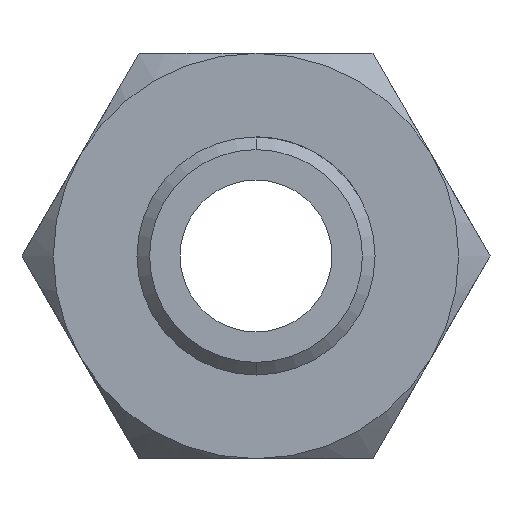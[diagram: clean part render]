
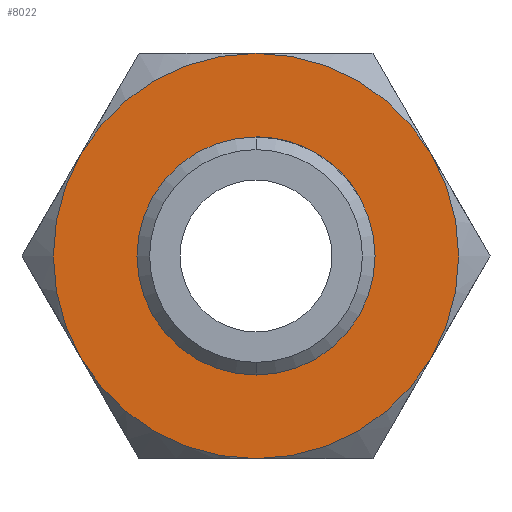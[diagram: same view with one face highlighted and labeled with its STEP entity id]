
A CAD part, left-side view. The second image highlights one B-rep face of the part: STEP entity #8022.
In plain terms, the highlighted planar face has unit normal (-1, 0, 0).
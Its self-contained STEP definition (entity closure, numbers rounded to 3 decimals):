
#95 = CARTESIAN_POINT ( 'NONE',  ( 16., 0., 0. ) ) ;
#131 = CIRCLE ( 'NONE', #2502, 4.7 ) ;
#143 = CIRCLE ( 'NONE', #2520, 8. ) ;
#206 = VERTEX_POINT ( 'NONE', #3094 ) ;
#213 = DIRECTION ( 'NONE',  ( 1., 0., 0. ) ) ;
#249 = CARTESIAN_POINT ( 'NONE',  ( 16., -6.928, 4. ) ) ;
#523 = DIRECTION ( 'NONE',  ( -1., 0., 0. ) ) ;
#604 = DIRECTION ( 'NONE',  ( 0., 0., 1. ) ) ;
#1163 = DIRECTION ( 'NONE',  ( 1., 0., 0. ) ) ;
#1245 = CIRCLE ( 'NONE', #6063, 8. ) ;
#1374 = VERTEX_POINT ( 'NONE', #7390 ) ;
#1417 = ORIENTED_EDGE ( 'NONE', *, *, #7481, .F. ) ;
#1547 = EDGE_LOOP ( 'NONE', ( #7377, #4605, #7583, #2539, #6764, #1417 ) ) ;
#1677 = CARTESIAN_POINT ( 'NONE',  ( 16., 0., -4.7 ) ) ;
#1775 = DIRECTION ( 'NONE',  ( 0., 0., -1. ) ) ;
#1808 = AXIS2_PLACEMENT_3D ( 'NONE', #3026, #3809, #7002 ) ;
#1965 = CARTESIAN_POINT ( 'NONE',  ( 16., 0., 4.7 ) ) ;
#2094 = AXIS2_PLACEMENT_3D ( 'NONE', #4883, #213, #5621 ) ;
#2200 = AXIS2_PLACEMENT_3D ( 'NONE', #3816, #523, #604 ) ;
#2243 = VERTEX_POINT ( 'NONE', #1677 ) ;
#2420 = DIRECTION ( 'NONE',  ( 1., 0., 0. ) ) ;
#2464 = CARTESIAN_POINT ( 'NONE',  ( 16., 0., 0. ) ) ;
#2502 = AXIS2_PLACEMENT_3D ( 'NONE', #2464, #7751, #5182 ) ;
#2520 = AXIS2_PLACEMENT_3D ( 'NONE', #3038, #8329, #1775 ) ;
#2539 = ORIENTED_EDGE ( 'NONE', *, *, #6372, .F. ) ;
#2597 = ORIENTED_EDGE ( 'NONE', *, *, #4991, .F. ) ;
#2675 = EDGE_CURVE ( 'NONE', #206, #4645, #4008, .T. ) ;
#2742 = DIRECTION ( 'NONE',  ( 1., 0., 0. ) ) ;
#2919 = CIRCLE ( 'NONE', #1808, 4.7 ) ;
#2948 = EDGE_CURVE ( 'NONE', #3439, #6037, #1245, .T. ) ;
#2956 = FACE_OUTER_BOUND ( 'NONE', #1547, .T. ) ;
#2980 = CARTESIAN_POINT ( 'NONE',  ( 16., 0., -8. ) ) ;
#3026 = CARTESIAN_POINT ( 'NONE',  ( 16., 0., 0. ) ) ;
#3038 = CARTESIAN_POINT ( 'NONE',  ( 16., 0., 0. ) ) ;
#3094 = CARTESIAN_POINT ( 'NONE',  ( 16., 0., 8. ) ) ;
#3326 = CARTESIAN_POINT ( 'NONE',  ( 16., 0., 0. ) ) ;
#3330 = CIRCLE ( 'NONE', #4438, 8. ) ;
#3439 = VERTEX_POINT ( 'NONE', #249 ) ;
#3679 = VERTEX_POINT ( 'NONE', #2980 ) ;
#3809 = DIRECTION ( 'NONE',  ( -1., 0., 0. ) ) ;
#3816 = CARTESIAN_POINT ( 'NONE',  ( 16., 0., 0. ) ) ;
#3928 = DIRECTION ( 'NONE',  ( 1., 0., 0. ) ) ;
#3948 = EDGE_CURVE ( 'NONE', #6102, #2243, #131, .T. ) ;
#4008 = CIRCLE ( 'NONE', #2200, 8. ) ;
#4388 = EDGE_CURVE ( 'NONE', #6037, #3679, #3330, .T. ) ;
#4409 = DIRECTION ( 'NONE',  ( 0., 0., -1. ) ) ;
#4438 = AXIS2_PLACEMENT_3D ( 'NONE', #95, #2742, #8032 ) ;
#4502 = DIRECTION ( 'NONE',  ( 0., 0., -1. ) ) ;
#4577 = CIRCLE ( 'NONE', #8323, 8. ) ;
#4605 = ORIENTED_EDGE ( 'NONE', *, *, #4388, .F. ) ;
#4645 = VERTEX_POINT ( 'NONE', #6361 ) ;
#4670 = EDGE_LOOP ( 'NONE', ( #7629, #2597 ) ) ;
#4883 = CARTESIAN_POINT ( 'NONE',  ( 16., 0., 0. ) ) ;
#4991 = EDGE_CURVE ( 'NONE', #2243, #6102, #2919, .T. ) ;
#5182 = DIRECTION ( 'NONE',  ( 0., 0., 1. ) ) ;
#5621 = DIRECTION ( 'NONE',  ( 0., 0., -1. ) ) ;
#6037 = VERTEX_POINT ( 'NONE', #6374 ) ;
#6063 = AXIS2_PLACEMENT_3D ( 'NONE', #6865, #2420, #4409 ) ;
#6102 = VERTEX_POINT ( 'NONE', #1965 ) ;
#6361 = CARTESIAN_POINT ( 'NONE',  ( 16., 6.928, 4. ) ) ;
#6372 = EDGE_CURVE ( 'NONE', #206, #3439, #143, .T. ) ;
#6374 = CARTESIAN_POINT ( 'NONE',  ( 16., -6.928, -4. ) ) ;
#6431 = CARTESIAN_POINT ( 'NONE',  ( 16., 0., 0. ) ) ;
#6764 = ORIENTED_EDGE ( 'NONE', *, *, #2675, .T. ) ;
#6865 = CARTESIAN_POINT ( 'NONE',  ( 16., 0., 0. ) ) ;
#7002 = DIRECTION ( 'NONE',  ( 0., 0., 1. ) ) ;
#7084 = DIRECTION ( 'NONE',  ( 0., 0., -1. ) ) ;
#7091 = EDGE_CURVE ( 'NONE', #3679, #1374, #4577, .T. ) ;
#7377 = ORIENTED_EDGE ( 'NONE', *, *, #7091, .F. ) ;
#7390 = CARTESIAN_POINT ( 'NONE',  ( 16., 6.928, -4. ) ) ;
#7481 = EDGE_CURVE ( 'NONE', #1374, #4645, #8475, .T. ) ;
#7548 = PLANE ( 'NONE',  #2094 ) ;
#7583 = ORIENTED_EDGE ( 'NONE', *, *, #2948, .F. ) ;
#7629 = ORIENTED_EDGE ( 'NONE', *, *, #3948, .F. ) ;
#7633 = AXIS2_PLACEMENT_3D ( 'NONE', #6431, #3928, #7084 ) ;
#7751 = DIRECTION ( 'NONE',  ( -1., 0., 0. ) ) ;
#8022 = ADVANCED_FACE ( 'NONE', ( #8198, #2956 ), #7548, .F. ) ;
#8032 = DIRECTION ( 'NONE',  ( 0., 0., -1. ) ) ;
#8198 = FACE_BOUND ( 'NONE', #4670, .T. ) ;
#8323 = AXIS2_PLACEMENT_3D ( 'NONE', #3326, #1163, #4502 ) ;
#8329 = DIRECTION ( 'NONE',  ( 1., 0., 0. ) ) ;
#8475 = CIRCLE ( 'NONE', #7633, 8. ) ;
